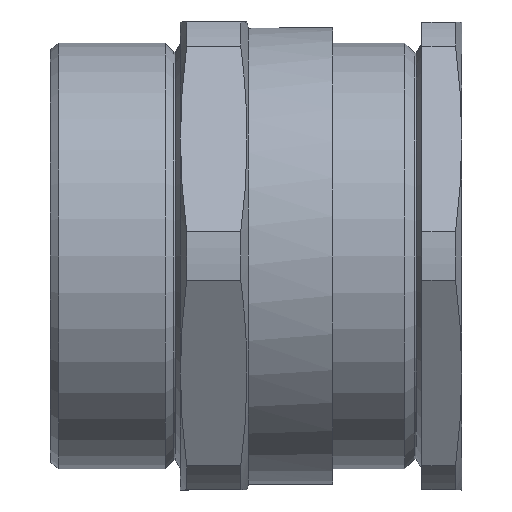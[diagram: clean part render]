
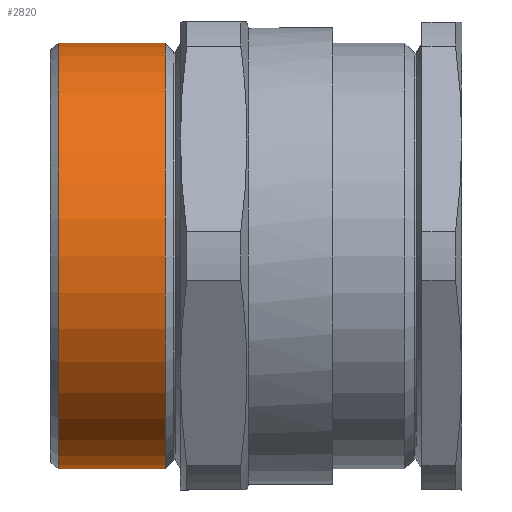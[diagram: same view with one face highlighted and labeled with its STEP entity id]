
A CAD part, front view. The second image highlights one B-rep face of the part: STEP entity #2820.
In plain terms, the highlighted cylindrical face has radius 25 mm (diameter 50 mm), a full revolution.
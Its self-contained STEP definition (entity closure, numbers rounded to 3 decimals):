
#15 = EDGE_CURVE ( 'NONE', #534, #534, #2165, .T. ) ;
#63 = DIRECTION ( 'NONE',  ( 0., 0., -1. ) ) ;
#434 = VERTEX_POINT ( 'NONE', #2955 ) ;
#534 = VERTEX_POINT ( 'NONE', #1225 ) ;
#629 = CIRCLE ( 'NONE', #2195, 25. ) ;
#887 = CYLINDRICAL_SURFACE ( 'NONE', #2359, 25. ) ;
#897 = FACE_OUTER_BOUND ( 'NONE', #2371, .T. ) ;
#911 = FACE_OUTER_BOUND ( 'NONE', #2380, .T. ) ;
#1225 = CARTESIAN_POINT ( 'NONE',  ( 1., 0., -25. ) ) ;
#2165 = CIRCLE ( 'NONE', #3602, 25. ) ;
#2195 = AXIS2_PLACEMENT_3D ( 'NONE', #4278, #2518, #63 ) ;
#2359 = AXIS2_PLACEMENT_3D ( 'NONE', #3260, #3257, #3263 ) ;
#2371 = EDGE_LOOP ( 'NONE', ( #4306 ) ) ;
#2380 = EDGE_LOOP ( 'NONE', ( #3137 ) ) ;
#2518 = DIRECTION ( 'NONE',  ( 1., 0., 0. ) ) ;
#2820 = ADVANCED_FACE ( 'NONE', ( #911, #897 ), #887, .T. ) ;
#2955 = CARTESIAN_POINT ( 'NONE',  ( 13.5, 0., -25. ) ) ;
#3137 = ORIENTED_EDGE ( 'NONE', *, *, #4349, .F. ) ;
#3257 = DIRECTION ( 'NONE',  ( 1., 0., 0. ) ) ;
#3260 = CARTESIAN_POINT ( 'NONE',  ( 33.2, 0., 0. ) ) ;
#3263 = DIRECTION ( 'NONE',  ( 0., 0., -1. ) ) ;
#3587 = DIRECTION ( 'NONE',  ( 1., 0., 0. ) ) ;
#3589 = DIRECTION ( 'NONE',  ( 0., 0., -1. ) ) ;
#3602 = AXIS2_PLACEMENT_3D ( 'NONE', #3740, #3587, #3589 ) ;
#3740 = CARTESIAN_POINT ( 'NONE',  ( 1., 0., 0. ) ) ;
#4278 = CARTESIAN_POINT ( 'NONE',  ( 13.5, 0., 0. ) ) ;
#4306 = ORIENTED_EDGE ( 'NONE', *, *, #15, .T. ) ;
#4349 = EDGE_CURVE ( 'NONE', #434, #434, #629, .T. ) ;
